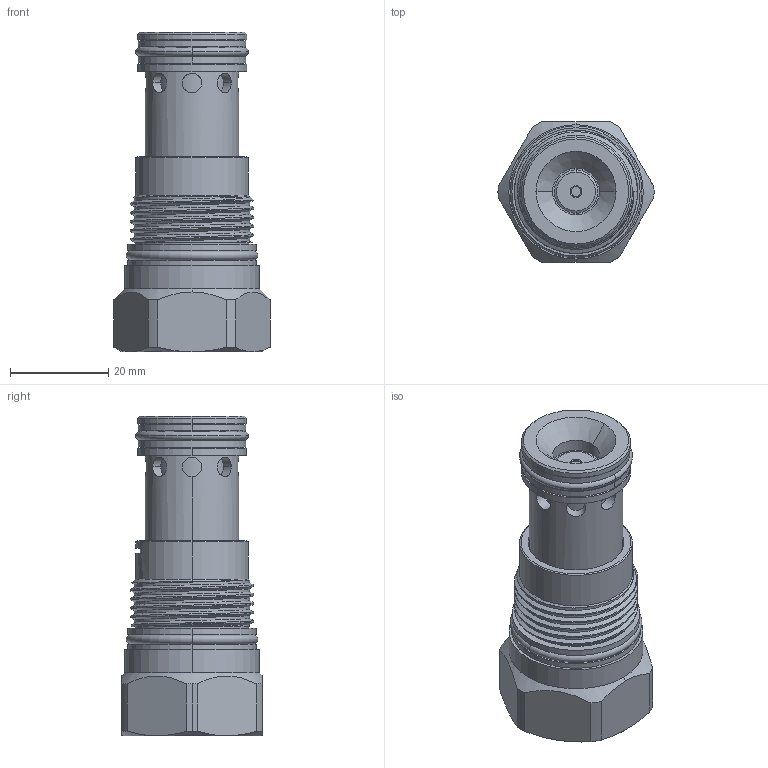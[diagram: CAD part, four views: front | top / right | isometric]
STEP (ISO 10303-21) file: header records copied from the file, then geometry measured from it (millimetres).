
FILE_DESCRIPTION (( 'STEP AP203' ), '1' );
FILE_NAME ('NQ3A20-N.STEP', '2016-06-08T00:42:54', ( '' ), ( '' ), 'SwSTEP 2.0', 'SolidWorks 2012', '' );
FILE_SCHEMA (( 'CONFIG_CONTROL_DESIGN' ));
Length unit declared in the file: millimetre
Products named in the file (1): NQ3A20-N
Bounding box: 31.8 x 28.57 x 65.13 mm (x, y, z)
Volume: 28933.3 mm3; surface area: 8820.1 mm2
Topology: 3 solids, 3 shells, 140 faces, 320 edges, 205 vertices
Faces by surface type: cylinder 79, plane 26, cone 24, torus 6, bspline 3, sphere 2
Entity records: 6331 total; most frequent: CARTESIAN_POINT 3180, ORIENTED_EDGE 640, DIRECTION 634, EDGE_CURVE 320, AXIS2_PLACEMENT_3D 269, VERTEX_POINT 205, EDGE_LOOP 163, FACE_OUTER_BOUND 140
